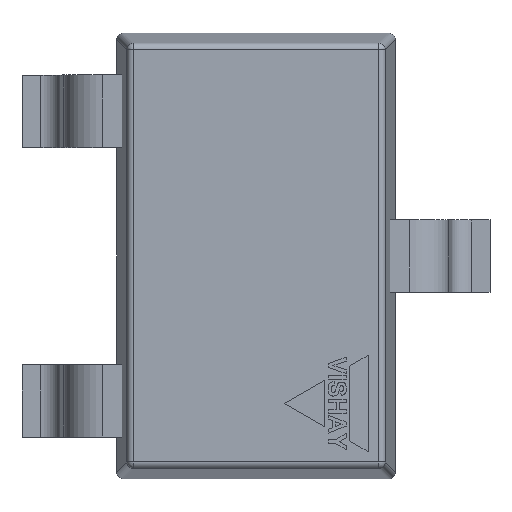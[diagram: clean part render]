
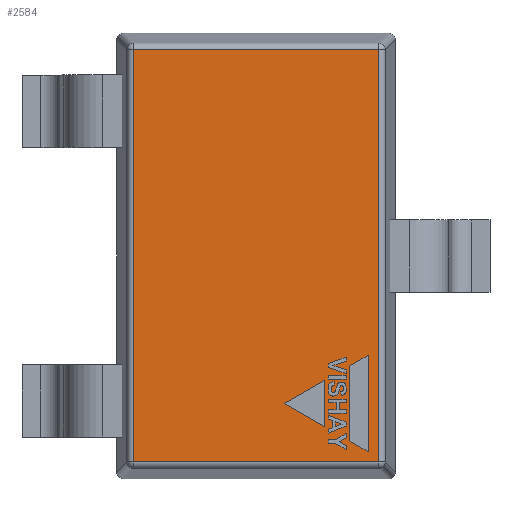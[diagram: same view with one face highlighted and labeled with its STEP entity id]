
A CAD part, top view. The second image highlights one B-rep face of the part: STEP entity #2584.
In plain terms, the highlighted planar face has unit normal (0, 0, 1).
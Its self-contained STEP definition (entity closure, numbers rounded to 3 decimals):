
#105=PLANE('',#2870);
#223=LINE('',#3788,#514);
#229=LINE('',#3807,#520);
#231=LINE('',#3810,#522);
#237=LINE('',#3819,#528);
#514=VECTOR('',#3103,10.);
#520=VECTOR('',#3125,10.);
#522=VECTOR('',#3129,10.);
#528=VECTOR('',#3141,10.);
#851=FACE_OUTER_BOUND('',#1010,.T.);
#1010=EDGE_LOOP('',(#1909,#1910,#1911,#1912));
#1206=VERTEX_POINT('',#3760);
#1211=VERTEX_POINT('',#3773);
#1214=VERTEX_POINT('',#3780);
#1218=VERTEX_POINT('',#3794);
#1463=EDGE_CURVE('',#1214,#1206,#223,.T.);
#1473=EDGE_CURVE('',#1211,#1218,#229,.T.);
#1475=EDGE_CURVE('',#1218,#1214,#231,.T.);
#1481=EDGE_CURVE('',#1206,#1211,#237,.T.);
#1909=ORIENTED_EDGE('',*,*,#1473,.F.);
#1910=ORIENTED_EDGE('',*,*,#1481,.F.);
#1911=ORIENTED_EDGE('',*,*,#1463,.F.);
#1912=ORIENTED_EDGE('',*,*,#1475,.F.);
#2584=ADVANCED_FACE('',(#851),#105,.T.);
#2870=AXIS2_PLACEMENT_3D('',#3838,#3168,#3169);
#3103=DIRECTION('',(0.,-1.,0.));
#3125=DIRECTION('',(0.,1.,0.));
#3129=DIRECTION('',(1.,0.,0.));
#3141=DIRECTION('',(-1.,0.,0.));
#3168=DIRECTION('center_axis',(0.,0.,1.));
#3169=DIRECTION('ref_axis',(1.,0.,0.));
#3760=CARTESIAN_POINT('',(0.55,-0.925,1.1));
#3773=CARTESIAN_POINT('',(-0.55,-0.925,1.1));
#3780=CARTESIAN_POINT('',(0.55,0.925,1.1));
#3788=CARTESIAN_POINT('',(0.55,0.,1.1));
#3794=CARTESIAN_POINT('',(-0.55,0.925,1.1));
#3807=CARTESIAN_POINT('',(-0.55,0.,1.1));
#3810=CARTESIAN_POINT('',(-0.469,0.925,1.1));
#3819=CARTESIAN_POINT('',(-0.469,-0.925,1.1));
#3838=CARTESIAN_POINT('Origin',(-0.625,0.,1.1));
